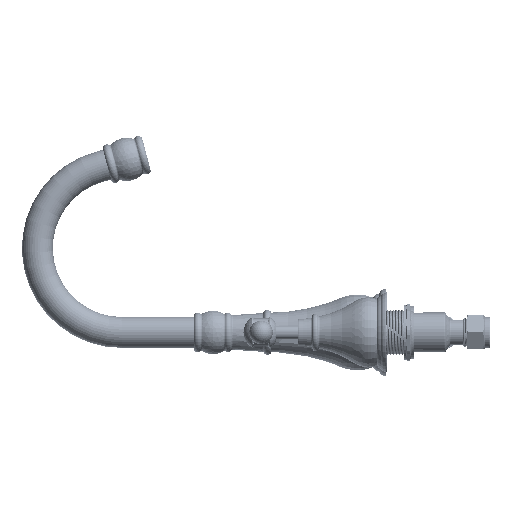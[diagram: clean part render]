
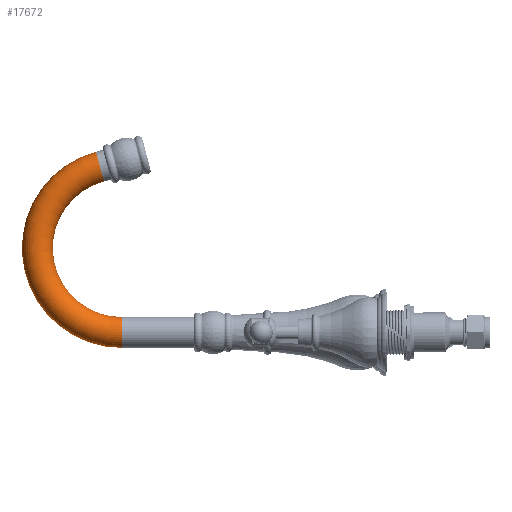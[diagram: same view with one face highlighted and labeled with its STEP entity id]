
A CAD part, left-side view. The second image highlights one B-rep face of the part: STEP entity #17672.
In plain terms, the highlighted toroidal (fillet/blend) face has major radius 60 mm and minor radius 11 mm.
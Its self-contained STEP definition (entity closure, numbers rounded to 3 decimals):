
#266 = ORIENTED_EDGE ( 'NONE', *, *, #44855, .T. ) ;
#2133 = TOROIDAL_SURFACE ( 'NONE', #7263, 60., 11. ) ;
#6285 = CARTESIAN_POINT ( 'NONE',  ( 128.581, 71.376, 0. ) ) ;
#6663 = ORIENTED_EDGE ( 'NONE', *, *, #43488, .T. ) ;
#7263 = AXIS2_PLACEMENT_3D ( 'NONE', #13915, #38208, #29034 ) ;
#7986 = DIRECTION ( 'NONE',  ( 0.259, -0.966, 0. ) ) ;
#8909 = ORIENTED_EDGE ( 'NONE', *, *, #22803, .F. ) ;
#10055 = AXIS2_PLACEMENT_3D ( 'NONE', #65038, #41847, #74186 ) ;
#10455 = EDGE_CURVE ( 'NONE', #67268, #30428, #77950, .T. ) ;
#13915 = CARTESIAN_POINT ( 'NONE',  ( 60., 53., 0. ) ) ;
#17672 = ADVANCED_FACE ( 'NONE', ( #79182 ), #2133, .T. ) ;
#18029 = DIRECTION ( 'NONE',  ( 0., 1., 0. ) ) ;
#19883 = CARTESIAN_POINT ( 'NONE',  ( 107.33, 65.682, 0. ) ) ;
#22803 = EDGE_CURVE ( 'NONE', #69390, #67268, #37511, .T. ) ;
#29034 = DIRECTION ( 'NONE',  ( -1., 0., 0. ) ) ;
#29604 = ORIENTED_EDGE ( 'NONE', *, *, #29895, .T. ) ;
#29895 = EDGE_CURVE ( 'NONE', #62749, #97246, #48366, .T. ) ;
#30428 = VERTEX_POINT ( 'NONE', #19883 ) ;
#32297 = CIRCLE ( 'NONE', #75411, 11. ) ;
#35860 = CIRCLE ( 'NONE', #10055, 49. ) ;
#37511 = CIRCLE ( 'NONE', #97794, 71. ) ;
#38208 = DIRECTION ( 'NONE',  ( 0., 0., -1. ) ) ;
#38858 = ORIENTED_EDGE ( 'NONE', *, *, #10455, .F. ) ;
#40361 = DIRECTION ( 'NONE',  ( 0., 0., 1. ) ) ;
#41420 = AXIS2_PLACEMENT_3D ( 'NONE', #69218, #18029, #44456 ) ;
#41847 = DIRECTION ( 'NONE',  ( 0., 0., -1. ) ) ;
#42065 = CARTESIAN_POINT ( 'NONE',  ( 11., 53., 0. ) ) ;
#43488 = EDGE_CURVE ( 'NONE', #69390, #62749, #32297, .T. ) ;
#44456 = DIRECTION ( 'NONE',  ( 0., 0., 1. ) ) ;
#44855 = EDGE_CURVE ( 'NONE', #97246, #30428, #35860, .T. ) ;
#48366 = CIRCLE ( 'NONE', #41420, 11. ) ;
#49998 = CARTESIAN_POINT ( 'NONE',  ( 60., 53., 0. ) ) ;
#57149 = DIRECTION ( 'NONE',  ( 0., 1., 0. ) ) ;
#62749 = VERTEX_POINT ( 'NONE', #83767 ) ;
#63310 = EDGE_LOOP ( 'NONE', ( #8909, #6663, #29604, #266, #38858 ) ) ;
#65038 = CARTESIAN_POINT ( 'NONE',  ( 60., 53., 0. ) ) ;
#67268 = VERTEX_POINT ( 'NONE', #6285 ) ;
#69218 = CARTESIAN_POINT ( 'NONE',  ( 0., 53., 0. ) ) ;
#69321 = AXIS2_PLACEMENT_3D ( 'NONE', #89449, #7986, #40361 ) ;
#69390 = VERTEX_POINT ( 'NONE', #87356 ) ;
#74186 = DIRECTION ( 'NONE',  ( -1., 0., 0. ) ) ;
#75411 = AXIS2_PLACEMENT_3D ( 'NONE', #96533, #57149, #98660 ) ;
#77950 = CIRCLE ( 'NONE', #69321, 11. ) ;
#79182 = FACE_OUTER_BOUND ( 'NONE', #63310, .T. ) ;
#82874 = DIRECTION ( 'NONE',  ( 0., 0., -1. ) ) ;
#83767 = CARTESIAN_POINT ( 'NONE',  ( 0., 53., 11. ) ) ;
#87356 = CARTESIAN_POINT ( 'NONE',  ( -11., 53., 0. ) ) ;
#89449 = CARTESIAN_POINT ( 'NONE',  ( 117.956, 68.529, 0. ) ) ;
#96533 = CARTESIAN_POINT ( 'NONE',  ( 0., 53., 0. ) ) ;
#97246 = VERTEX_POINT ( 'NONE', #42065 ) ;
#97794 = AXIS2_PLACEMENT_3D ( 'NONE', #49998, #82874, #106096 ) ;
#98660 = DIRECTION ( 'NONE',  ( 0., 0., 1. ) ) ;
#106096 = DIRECTION ( 'NONE',  ( -1., 0., 0. ) ) ;
